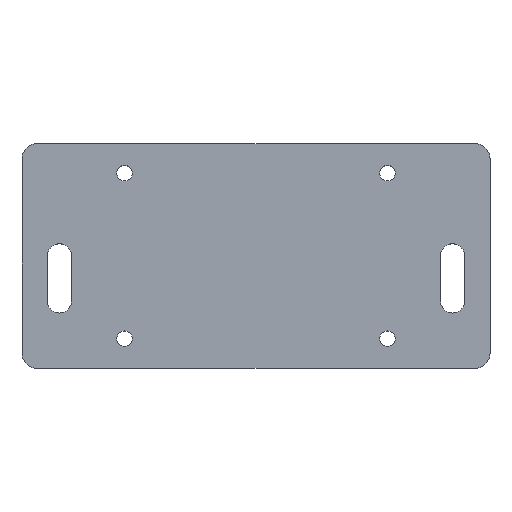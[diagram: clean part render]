
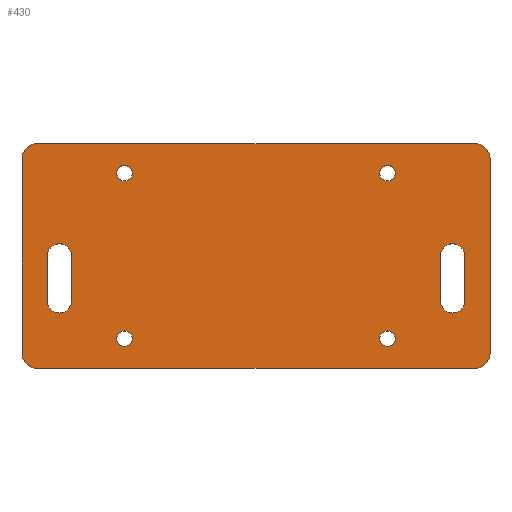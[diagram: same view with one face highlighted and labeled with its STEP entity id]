
A CAD part, top view. The second image highlights one B-rep face of the part: STEP entity #430.
In plain terms, the highlighted planar face has unit normal (0, 0, 1).
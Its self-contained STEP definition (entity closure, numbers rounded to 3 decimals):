
#25=FACE_BOUND('',#95,.T.);
#26=FACE_BOUND('',#96,.T.);
#27=FACE_BOUND('',#97,.T.);
#28=FACE_BOUND('',#98,.T.);
#29=FACE_BOUND('',#99,.T.);
#30=FACE_BOUND('',#100,.T.);
#40=PLANE('',#478);
#62=FACE_OUTER_BOUND('',#94,.T.);
#94=EDGE_LOOP('',(#377,#378,#379,#380,#381,#382,#383,#384));
#95=EDGE_LOOP('',(#385,#386,#387,#388));
#96=EDGE_LOOP('',(#389,#390,#391,#392));
#97=EDGE_LOOP('',(#393));
#98=EDGE_LOOP('',(#394));
#99=EDGE_LOOP('',(#395));
#100=EDGE_LOOP('',(#396));
#103=LINE('',#617,#135);
#107=LINE('',#628,#139);
#111=LINE('',#641,#143);
#115=LINE('',#652,#147);
#121=LINE('',#668,#153);
#127=LINE('',#696,#159);
#130=LINE('',#704,#162);
#132=LINE('',#722,#164);
#135=VECTOR('',#491,12.);
#139=VECTOR('',#503,12.);
#143=VECTOR('',#515,12.);
#147=VECTOR('',#527,12.);
#153=VECTOR('',#541,52.);
#159=VECTOR('',#569,117.);
#162=VECTOR('',#578,117.);
#164=VECTOR('',#602,52.);
#165=CIRCLE('',#434,3.25);
#167=CIRCLE('',#438,3.25);
#169=CIRCLE('',#442,3.25);
#171=CIRCLE('',#446,3.25);
#173=CIRCLE('',#450,4.);
#182=CIRCLE('',#462,4.);
#183=CIRCLE('',#465,4.);
#184=CIRCLE('',#468,4.);
#185=CIRCLE('',#470,2.067);
#186=CIRCLE('',#472,2.067);
#187=CIRCLE('',#474,2.067);
#188=CIRCLE('',#476,2.067);
#189=VERTEX_POINT('',#607);
#190=VERTEX_POINT('',#608);
#193=VERTEX_POINT('',#616);
#195=VERTEX_POINT('',#622);
#197=VERTEX_POINT('',#631);
#198=VERTEX_POINT('',#632);
#201=VERTEX_POINT('',#640);
#203=VERTEX_POINT('',#646);
#205=VERTEX_POINT('',#655);
#206=VERTEX_POINT('',#656);
#210=VERTEX_POINT('',#666);
#220=VERTEX_POINT('',#690);
#221=VERTEX_POINT('',#694);
#222=VERTEX_POINT('',#698);
#223=VERTEX_POINT('',#699);
#224=VERTEX_POINT('',#706);
#225=VERTEX_POINT('',#710);
#226=VERTEX_POINT('',#713);
#227=VERTEX_POINT('',#716);
#228=VERTEX_POINT('',#719);
#229=EDGE_CURVE('',#189,#190,#165,.T.);
#233=EDGE_CURVE('',#190,#193,#103,.T.);
#236=EDGE_CURVE('',#193,#195,#167,.T.);
#239=EDGE_CURVE('',#195,#189,#107,.T.);
#241=EDGE_CURVE('',#197,#198,#169,.T.);
#245=EDGE_CURVE('',#198,#201,#111,.T.);
#248=EDGE_CURVE('',#201,#203,#171,.T.);
#251=EDGE_CURVE('',#203,#197,#115,.T.);
#253=EDGE_CURVE('',#205,#206,#173,.T.);
#259=EDGE_CURVE('',#205,#210,#121,.T.);
#270=EDGE_CURVE('',#220,#210,#182,.T.);
#273=EDGE_CURVE('',#220,#221,#127,.T.);
#274=EDGE_CURVE('',#222,#223,#183,.T.);
#277=EDGE_CURVE('',#222,#206,#130,.T.);
#278=EDGE_CURVE('',#224,#221,#184,.T.);
#280=EDGE_CURVE('',#225,#225,#185,.T.);
#281=EDGE_CURVE('',#226,#226,#186,.T.);
#282=EDGE_CURVE('',#227,#227,#187,.T.);
#283=EDGE_CURVE('',#228,#228,#188,.T.);
#284=EDGE_CURVE('',#224,#223,#132,.T.);
#377=ORIENTED_EDGE('',*,*,#253,.F.);
#378=ORIENTED_EDGE('',*,*,#259,.T.);
#379=ORIENTED_EDGE('',*,*,#270,.F.);
#380=ORIENTED_EDGE('',*,*,#273,.T.);
#381=ORIENTED_EDGE('',*,*,#278,.F.);
#382=ORIENTED_EDGE('',*,*,#284,.T.);
#383=ORIENTED_EDGE('',*,*,#274,.F.);
#384=ORIENTED_EDGE('',*,*,#277,.T.);
#385=ORIENTED_EDGE('',*,*,#236,.T.);
#386=ORIENTED_EDGE('',*,*,#239,.T.);
#387=ORIENTED_EDGE('',*,*,#229,.T.);
#388=ORIENTED_EDGE('',*,*,#233,.T.);
#389=ORIENTED_EDGE('',*,*,#248,.T.);
#390=ORIENTED_EDGE('',*,*,#251,.T.);
#391=ORIENTED_EDGE('',*,*,#241,.T.);
#392=ORIENTED_EDGE('',*,*,#245,.T.);
#393=ORIENTED_EDGE('',*,*,#280,.T.);
#394=ORIENTED_EDGE('',*,*,#281,.T.);
#395=ORIENTED_EDGE('',*,*,#282,.T.);
#396=ORIENTED_EDGE('',*,*,#283,.T.);
#430=ADVANCED_FACE('',(#62,#25,#26,#27,#28,#29,#30),#40,.T.);
#434=AXIS2_PLACEMENT_3D('',#609,#483,#484);
#438=AXIS2_PLACEMENT_3D('',#623,#496,#497);
#442=AXIS2_PLACEMENT_3D('',#633,#507,#508);
#446=AXIS2_PLACEMENT_3D('',#647,#520,#521);
#450=AXIS2_PLACEMENT_3D('',#657,#531,#532);
#462=AXIS2_PLACEMENT_3D('',#691,#563,#564);
#465=AXIS2_PLACEMENT_3D('',#700,#572,#573);
#468=AXIS2_PLACEMENT_3D('',#707,#581,#582);
#470=AXIS2_PLACEMENT_3D('',#711,#586,#587);
#472=AXIS2_PLACEMENT_3D('',#714,#590,#591);
#474=AXIS2_PLACEMENT_3D('',#717,#594,#595);
#476=AXIS2_PLACEMENT_3D('',#720,#598,#599);
#478=AXIS2_PLACEMENT_3D('',#723,#603,#604);
#483=DIRECTION('center_axis',(0.,0.,-1.));
#484=DIRECTION('ref_axis',(-1.,0.,0.));
#491=DIRECTION('',(0.,-1.,0.));
#496=DIRECTION('center_axis',(0.,0.,-1.));
#497=DIRECTION('ref_axis',(1.,0.,0.));
#503=DIRECTION('',(0.,1.,0.));
#507=DIRECTION('center_axis',(0.,0.,-1.));
#508=DIRECTION('ref_axis',(-1.,0.,0.));
#515=DIRECTION('',(0.,-1.,0.));
#520=DIRECTION('center_axis',(0.,0.,-1.));
#521=DIRECTION('ref_axis',(1.,0.,0.));
#527=DIRECTION('',(0.,1.,0.));
#531=DIRECTION('center_axis',(0.,0.,-1.));
#532=DIRECTION('ref_axis',(-0.707,0.707,0.));
#541=DIRECTION('',(0.,-1.,0.));
#563=DIRECTION('center_axis',(0.,0.,-1.));
#564=DIRECTION('ref_axis',(-0.707,-0.707,0.));
#569=DIRECTION('',(1.,0.,0.));
#572=DIRECTION('center_axis',(0.,0.,-1.));
#573=DIRECTION('ref_axis',(0.707,0.707,0.));
#578=DIRECTION('',(-1.,0.,0.));
#581=DIRECTION('center_axis',(0.,0.,-1.));
#582=DIRECTION('ref_axis',(0.707,-0.707,0.));
#586=DIRECTION('center_axis',(0.,0.,-1.));
#587=DIRECTION('ref_axis',(-1.,0.,0.));
#590=DIRECTION('center_axis',(0.,0.,-1.));
#591=DIRECTION('ref_axis',(-1.,0.,0.));
#594=DIRECTION('center_axis',(0.,0.,-1.));
#595=DIRECTION('ref_axis',(-1.,0.,0.));
#598=DIRECTION('center_axis',(0.,0.,-1.));
#599=DIRECTION('ref_axis',(-1.,0.,0.));
#602=DIRECTION('',(0.,1.,0.));
#603=DIRECTION('center_axis',(0.,0.,1.));
#604=DIRECTION('ref_axis',(1.,0.,0.));
#607=CARTESIAN_POINT('',(49.25,0.,8.));
#608=CARTESIAN_POINT('',(55.75,0.,8.));
#609=CARTESIAN_POINT('Origin',(52.5,0.,8.));
#616=CARTESIAN_POINT('',(55.75,-12.,8.));
#617=CARTESIAN_POINT('',(55.75,-6.,8.));
#622=CARTESIAN_POINT('',(49.25,-12.,8.));
#623=CARTESIAN_POINT('Origin',(52.5,-12.,8.));
#628=CARTESIAN_POINT('',(49.25,0.,8.));
#631=CARTESIAN_POINT('',(-55.75,0.,8.));
#632=CARTESIAN_POINT('',(-49.25,0.,8.));
#633=CARTESIAN_POINT('Origin',(-52.5,0.,8.));
#640=CARTESIAN_POINT('',(-49.25,-12.,8.));
#641=CARTESIAN_POINT('',(-49.25,-6.,8.));
#646=CARTESIAN_POINT('',(-55.75,-12.,8.));
#647=CARTESIAN_POINT('Origin',(-52.5,-12.,8.));
#652=CARTESIAN_POINT('',(-55.75,0.,8.));
#655=CARTESIAN_POINT('',(-62.5,26.,8.));
#656=CARTESIAN_POINT('',(-58.5,30.,8.));
#657=CARTESIAN_POINT('Origin',(-58.5,26.,8.));
#666=CARTESIAN_POINT('',(-62.5,-26.,8.));
#668=CARTESIAN_POINT('',(-62.5,30.,8.));
#690=CARTESIAN_POINT('',(-58.5,-30.,8.));
#691=CARTESIAN_POINT('Origin',(-58.5,-26.,8.));
#694=CARTESIAN_POINT('',(58.5,-30.,8.));
#696=CARTESIAN_POINT('',(-62.5,-30.,8.));
#698=CARTESIAN_POINT('',(58.5,30.,8.));
#699=CARTESIAN_POINT('',(62.5,26.,8.));
#700=CARTESIAN_POINT('Origin',(58.5,26.,8.));
#704=CARTESIAN_POINT('',(62.5,30.,8.));
#706=CARTESIAN_POINT('',(62.5,-26.,8.));
#707=CARTESIAN_POINT('Origin',(58.5,-26.,8.));
#710=CARTESIAN_POINT('',(-33.033,-22.1,8.));
#711=CARTESIAN_POINT('Origin',(-35.1,-22.1,8.));
#713=CARTESIAN_POINT('',(-33.033,22.1,8.));
#714=CARTESIAN_POINT('Origin',(-35.1,22.1,8.));
#716=CARTESIAN_POINT('',(37.167,22.1,8.));
#717=CARTESIAN_POINT('Origin',(35.1,22.1,8.));
#719=CARTESIAN_POINT('',(37.167,-22.1,8.));
#720=CARTESIAN_POINT('Origin',(35.1,-22.1,8.));
#722=CARTESIAN_POINT('',(62.5,-30.,8.));
#723=CARTESIAN_POINT('Origin',(0.,0.,
8.));
